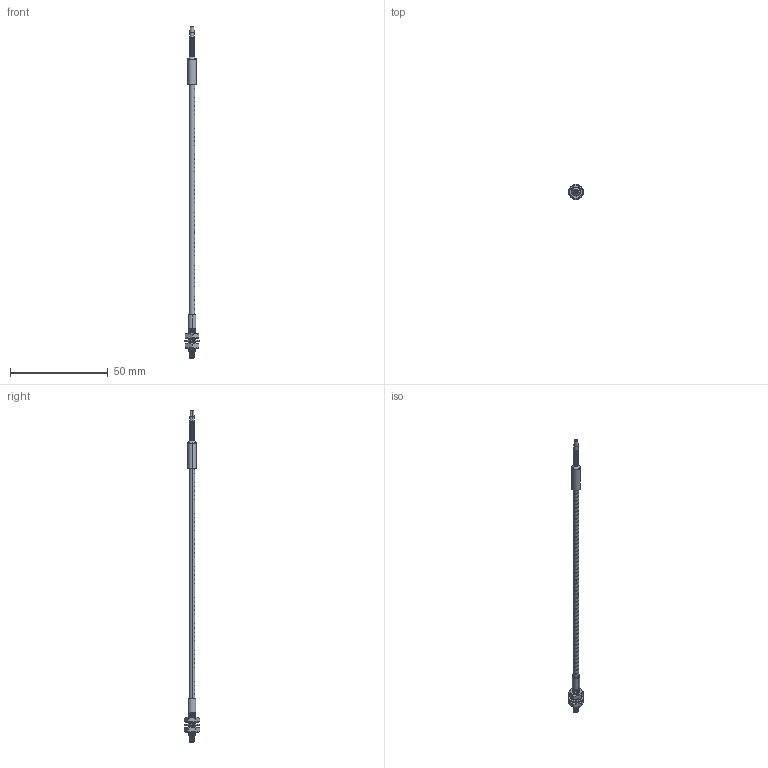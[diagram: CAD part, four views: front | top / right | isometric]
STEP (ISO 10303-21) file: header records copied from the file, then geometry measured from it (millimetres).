
FILE_DESCRIPTION((''),'2;1');
FILE_NAME('161904_ASM','2012-02-17T',('banengservice'),('BANNER ENGINEERING'),'PRO/ENGINEER BY PARAMETRIC TECHNOLOGY CORPORATION, 2009141','PRO/ENGINEER BY PARAMETRIC TECHNOLOGY CORPORATION, 2009141','');
FILE_SCHEMA(('CONFIG_CONTROL_DESIGN'));
Length unit declared in the file: inch
Products named in the file (8): 110896; 58193; 110533; 110532; 40845; 40844; FIBER_CORE_1MM; 161904_ASM
Assembly tree (8 placements, depth 2):
  161904_ASM
    110896
    58193
    110533
    110532
    40845
    40844  x2
    FIBER_CORE_1MM
Bounding box: 8 x 8.08 x 170 mm (x, y, z)
Volume: 924.4 mm3; surface area: 5830.9 mm2
Topology: 9 solids, 12 shells, 645 faces, 1392 edges, 765 vertices
Faces by surface type: torus 200, cylinder 165, cone 146, bspline 82, plane 52
Entity records: 33171 total; most frequent: CARTESIAN_POINT 19576, DIRECTION 3007, ORIENTED_EDGE 2700, EDGE_CURVE 1354, AXIS2_PLACEMENT_3D 1280, VERTEX_POINT 741, CIRCLE 713, EDGE_LOOP 639
